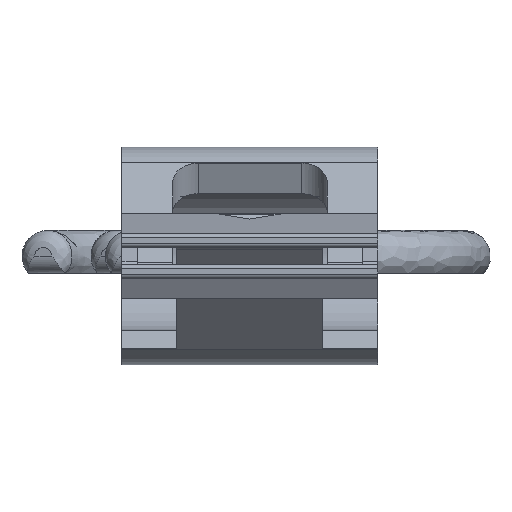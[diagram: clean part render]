
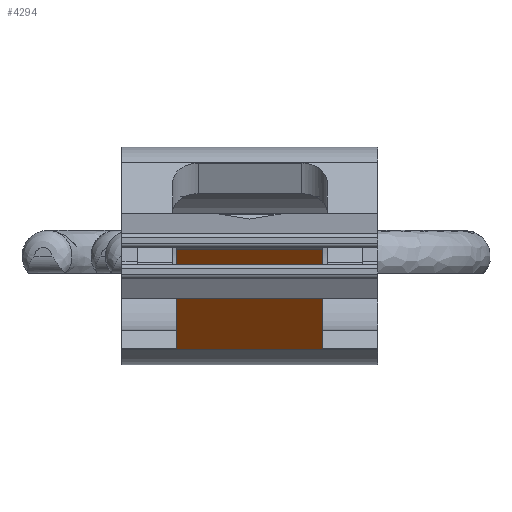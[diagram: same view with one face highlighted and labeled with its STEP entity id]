
A CAD part, front view. The second image highlights one B-rep face of the part: STEP entity #4294.
In plain terms, the highlighted planar face has unit normal (0, -0.707, -0.707).
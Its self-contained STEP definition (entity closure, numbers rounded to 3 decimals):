
#286=LINE('',#6415,#722);
#287=LINE('',#6418,#723);
#288=LINE('',#6420,#724);
#289=LINE('',#6422,#725);
#290=LINE('',#6424,#726);
#291=LINE('',#6426,#727);
#292=LINE('',#6428,#728);
#293=LINE('',#6430,#729);
#722=VECTOR('',#5073,1000.);
#723=VECTOR('',#5074,1000.);
#724=VECTOR('',#5075,1000.);
#725=VECTOR('',#5076,1000.);
#726=VECTOR('',#5077,1000.);
#727=VECTOR('',#5078,1000.);
#728=VECTOR('',#5079,1000.);
#729=VECTOR('',#5080,1000.);
#1181=ORIENTED_EDGE('',*,*,#2495,.F.);
#1182=ORIENTED_EDGE('',*,*,#2496,.T.);
#1183=ORIENTED_EDGE('',*,*,#2497,.F.);
#1184=ORIENTED_EDGE('',*,*,#2498,.T.);
#1185=ORIENTED_EDGE('',*,*,#2499,.T.);
#1186=ORIENTED_EDGE('',*,*,#2500,.T.);
#1187=ORIENTED_EDGE('',*,*,#2501,.T.);
#1188=ORIENTED_EDGE('',*,*,#2502,.T.);
#2495=EDGE_CURVE('',#3150,#3151,#286,.T.);
#2496=EDGE_CURVE('',#3150,#3152,#287,.T.);
#2497=EDGE_CURVE('',#3153,#3152,#288,.T.);
#2498=EDGE_CURVE('',#3153,#3154,#289,.F.);
#2499=EDGE_CURVE('',#3154,#3155,#290,.T.);
#2500=EDGE_CURVE('',#3155,#3156,#291,.T.);
#2501=EDGE_CURVE('',#3156,#3157,#292,.T.);
#2502=EDGE_CURVE('',#3157,#3151,#293,.F.);
#3150=VERTEX_POINT('',#6416);
#3151=VERTEX_POINT('',#6417);
#3152=VERTEX_POINT('',#6419);
#3153=VERTEX_POINT('',#6421);
#3154=VERTEX_POINT('',#6423);
#3155=VERTEX_POINT('',#6425);
#3156=VERTEX_POINT('',#6427);
#3157=VERTEX_POINT('',#6429);
#3681=EDGE_LOOP('',(#1181,#1182,#1183,#1184,#1185,#1186,#1187,#1188));
#3924=FACE_BOUND('',#3681,.T.);
#4158=PLANE('',#4584);
#4294=ADVANCED_FACE('',(#3924),#4158,.T.);
#4584=AXIS2_PLACEMENT_3D('',#6414,#5071,#5072);
#5071=DIRECTION('',(0.,-0.707,-0.707));
#5072=DIRECTION('',(0.,0.707,-0.707));
#5073=DIRECTION('',(0.,0.707,-0.707));
#5074=DIRECTION('',(-1.,0.,0.));
#5075=DIRECTION('',(0.,0.707,-0.707));
#5076=DIRECTION('',(1.,0.,0.));
#5077=DIRECTION('',(0.,0.707,-0.707));
#5078=DIRECTION('',(-1.,0.,0.));
#5079=DIRECTION('',(0.,0.707,-0.707));
#5080=DIRECTION('',(-1.,0.,0.));
#6414=CARTESIAN_POINT('',(-5.,-30.798,-4.503));
#6415=CARTESIAN_POINT('',(14.9,-30.798,-4.503));
#6416=CARTESIAN_POINT('',(14.9,-24.517,-10.785));
#6417=CARTESIAN_POINT('',(14.9,-24.396,-10.906));
#6418=CARTESIAN_POINT('',(8.5,-24.517,-10.785));
#6419=CARTESIAN_POINT('',(8.5,-24.517,-10.785));
#6420=CARTESIAN_POINT('',(8.5,-30.798,-4.503));
#6421=CARTESIAN_POINT('',(8.5,-36.059,0.757));
#6422=CARTESIAN_POINT('',(-5.,-36.059,0.757));
#6423=CARTESIAN_POINT('',(-8.5,-36.059,0.757));
#6424=CARTESIAN_POINT('',(-8.5,-30.798,-4.503));
#6425=CARTESIAN_POINT('',(-8.5,-24.517,-10.785));
#6426=CARTESIAN_POINT('',(-17.5,-24.517,-10.785));
#6427=CARTESIAN_POINT('',(-14.9,-24.517,-10.785));
#6428=CARTESIAN_POINT('',(-14.9,-30.798,-4.503));
#6429=CARTESIAN_POINT('',(-14.9,-24.396,-10.906));
#6430=CARTESIAN_POINT('',(-5.,-24.396,-10.906));
